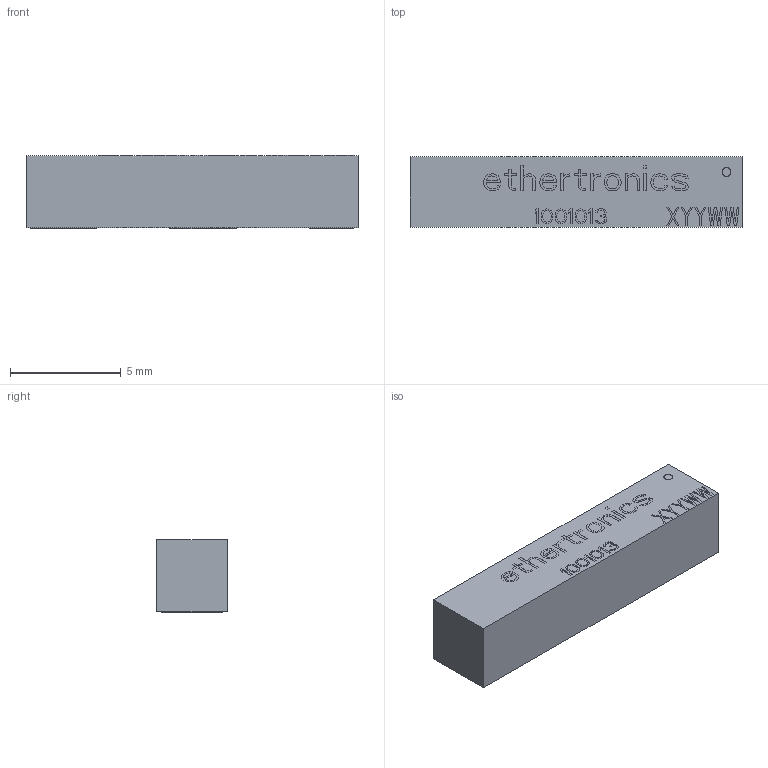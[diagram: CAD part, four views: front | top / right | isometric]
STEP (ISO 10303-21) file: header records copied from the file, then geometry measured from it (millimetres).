
FILE_DESCRIPTION((''),'2;1');
FILE_NAME('1001013','2017-03-15T',('fsanchez'),(''),'PRO/ENGINEER BY PARAMETRIC TECHNOLOGY CORPORATION, 2011330','PRO/ENGINEER BY PARAMETRIC TECHNOLOGY CORPORATION, 2011330','');
FILE_SCHEMA(('CONFIG_CONTROL_DESIGN'));
Length unit declared in the file: millimetre
Products named in the file (1): 1001013
Bounding box: 15 x 3.2 x 3.31 mm (x, y, z)
Volume: 157.5 mm3; surface area: 216.4 mm2
Topology: 1 solids, 1 shells, 652 faces, 1845 edges, 1230 vertices
Faces by surface type: plane 650, cylinder 2
Entity records: 20711 total; most frequent: CARTESIAN_POINT 3727, ORIENTED_EDGE 3690, DIRECTION 3153, EDGE_CURVE 1845, VECTOR 1841, LINE 1841, VERTEX_POINT 1230, EDGE_LOOP 687
